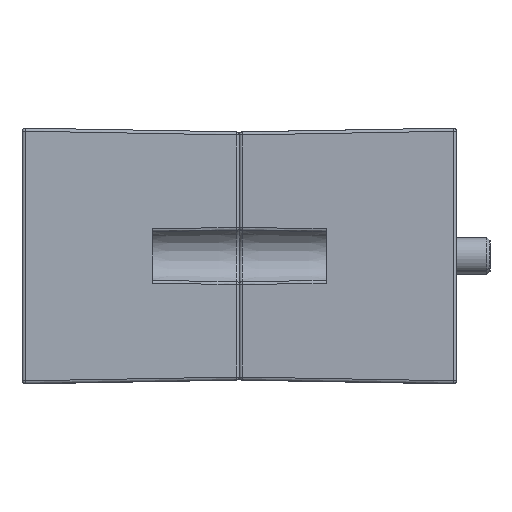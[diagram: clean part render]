
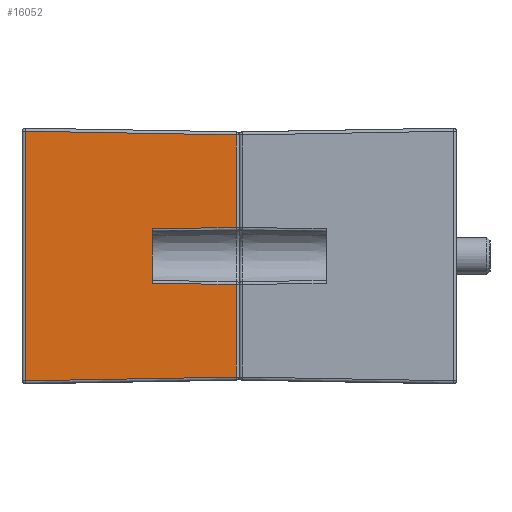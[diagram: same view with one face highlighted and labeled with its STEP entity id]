
A CAD part, left-side view. The second image highlights one B-rep face of the part: STEP entity #16052.
In plain terms, the highlighted planar face has unit normal (-1, -0.018, 0).
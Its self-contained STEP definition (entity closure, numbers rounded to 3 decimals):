
#209 = CARTESIAN_POINT ( 'NONE',  ( -39.509, 0.491, 19.509 ) ) ;
#327 = CARTESIAN_POINT ( 'NONE',  ( -40.102, 34.491, 20. ) ) ;
#651 = CARTESIAN_POINT ( 'NONE',  ( -39.509, 0.491, -4.577 ) ) ;
#839 = VERTEX_POINT ( 'NONE', #6162 ) ;
#982 = ORIENTED_EDGE ( 'NONE', *, *, #4511, .T. ) ;
#1035 = CARTESIAN_POINT ( 'NONE',  ( -39.744, 14., 4.42 ) ) ;
#1044 = CARTESIAN_POINT ( 'NONE',  ( -39.509, 0.491, -19.509 ) ) ;
#1110 = CARTESIAN_POINT ( 'NONE',  ( -39.683, 10.473, -4.461 ) ) ;
#1283 = EDGE_CURVE ( 'NONE', #14455, #5411, #15969, .T. ) ;
#1468 = CARTESIAN_POINT ( 'NONE',  ( -39.509, 0.491, 4.577 ) ) ;
#2122 = CARTESIAN_POINT ( 'NONE',  ( -39.532, 1.824, 4.562 ) ) ;
#2862 = VECTOR ( 'NONE', #13529, 1000. ) ;
#3196 = CARTESIAN_POINT ( 'NONE',  ( -39.724, 12.824, -4.434 ) ) ;
#3851 = EDGE_CURVE ( 'NONE', #25386, #14455, #25640, .T. ) ;
#4511 = EDGE_CURVE ( 'NONE', #21800, #25386, #22193, .T. ) ;
#5034 = LINE ( 'NONE', #18319, #25791 ) ;
#5305 = ORIENTED_EDGE ( 'NONE', *, *, #6604, .T. ) ;
#5411 = VERTEX_POINT ( 'NONE', #1044 ) ;
#5863 = CARTESIAN_POINT ( 'NONE',  ( -39.634, 7.66, 4.494 ) ) ;
#6162 = CARTESIAN_POINT ( 'NONE',  ( -39.744, 14., 4.42 ) ) ;
#6604 = EDGE_CURVE ( 'NONE', #9195, #21800, #8254, .T. ) ;
#6801 = B_SPLINE_CURVE_WITH_KNOTS ( 'NONE', 3,
 ( #651, #13233, #13319, #1110, #15303, #3196, #17323 ),
 .UNSPECIFIED., .F., .F.,
 ( 4, 3, 4 ),
 ( 0., 0.01, 0.014 ),
 .UNSPECIFIED. ) ;
#6803 = CARTESIAN_POINT ( 'NONE',  ( -39.578, 4.49, 4.531 ) ) ;
#8170 = DIRECTION ( 'NONE',  ( 0.017, -1., 0. ) ) ;
#8198 = ORIENTED_EDGE ( 'NONE', *, *, #1283, .T. ) ;
#8254 = LINE ( 'NONE', #12958, #2862 ) ;
#8893 = AXIS2_PLACEMENT_3D ( 'NONE', #14201, #20253, #8170 ) ;
#9195 = VERTEX_POINT ( 'NONE', #1468 ) ;
#9267 = EDGE_CURVE ( 'NONE', #14469, #839, #5034, .T. ) ;
#9286 = DIRECTION ( 'NONE',  ( -0.017, 1., 0.017 ) ) ;
#9642 = CARTESIAN_POINT ( 'NONE',  ( -39.555, 3.157, 4.546 ) ) ;
#9738 = CARTESIAN_POINT ( 'NONE',  ( -39.509, 0.491, -4.577 ) ) ;
#9957 = EDGE_CURVE ( 'NONE', #839, #9195, #22472, .T. ) ;
#10562 = VECTOR ( 'NONE', #17975, 1000. ) ;
#11687 = VERTEX_POINT ( 'NONE', #9738 ) ;
#11793 = CARTESIAN_POINT ( 'NONE',  ( -40.102, 34.491, -20.102 ) ) ;
#12958 = CARTESIAN_POINT ( 'NONE',  ( -39.509, 0.491, 19.5 ) ) ;
#13233 = CARTESIAN_POINT ( 'NONE',  ( -39.567, 3.819, -4.539 ) ) ;
#13319 = CARTESIAN_POINT ( 'NONE',  ( -39.625, 7.146, -4.5 ) ) ;
#13529 = DIRECTION ( 'NONE',  ( 0., 0., 1. ) ) ;
#13647 = ORIENTED_EDGE ( 'NONE', *, *, #3851, .T. ) ;
#13787 = CARTESIAN_POINT ( 'NONE',  ( -39.509, 0.491, -4.243 ) ) ;
#14201 = CARTESIAN_POINT ( 'NONE',  ( -39.5, 0., 20. ) ) ;
#14255 = ORIENTED_EDGE ( 'NONE', *, *, #22809, .T. ) ;
#14455 = VERTEX_POINT ( 'NONE', #11793 ) ;
#14469 = VERTEX_POINT ( 'NONE', #25757 ) ;
#14977 = VECTOR ( 'NONE', #19805, 1000. ) ;
#15303 = CARTESIAN_POINT ( 'NONE',  ( -39.703, 11.649, -4.447 ) ) ;
#15601 = LINE ( 'NONE', #13787, #19023 ) ;
#15969 = LINE ( 'NONE', #17865, #10562 ) ;
#16052 = ADVANCED_FACE ( 'NONE', ( #16989 ), #20156, .T. ) ;
#16842 = VECTOR ( 'NONE', #9286, 1000. ) ;
#16989 = FACE_OUTER_BOUND ( 'NONE', #21040, .T. ) ;
#17234 = CARTESIAN_POINT ( 'NONE',  ( -40.111, 35.009, 20.111 ) ) ;
#17323 = CARTESIAN_POINT ( 'NONE',  ( -39.744, 14., -4.42 ) ) ;
#17810 = CARTESIAN_POINT ( 'NONE',  ( -39.509, 0.491, 4.577 ) ) ;
#17865 = CARTESIAN_POINT ( 'NONE',  ( -39.5, 0.009, -19.5 ) ) ;
#17975 = DIRECTION ( 'NONE',  ( 0.017, -1., 0.017 ) ) ;
#18319 = CARTESIAN_POINT ( 'NONE',  ( -39.744, 14., 20. ) ) ;
#18731 = DIRECTION ( 'NONE',  ( 0., 0., 1. ) ) ;
#19023 = VECTOR ( 'NONE', #23788, 1000. ) ;
#19805 = DIRECTION ( 'NONE',  ( 0., 0., -1. ) ) ;
#20156 = PLANE ( 'NONE',  #8893 ) ;
#20253 = DIRECTION ( 'NONE',  ( -1., -0.017, 0. ) ) ;
#20809 = EDGE_CURVE ( 'NONE', #11687, #14469, #6801, .T. ) ;
#21040 = EDGE_LOOP ( 'NONE', ( #24330, #26184, #5305, #982, #13647, #8198, #14255, #21179 ) ) ;
#21179 = ORIENTED_EDGE ( 'NONE', *, *, #20809, .T. ) ;
#21800 = VERTEX_POINT ( 'NONE', #209 ) ;
#22193 = LINE ( 'NONE', #17234, #16842 ) ;
#22472 = B_SPLINE_CURVE_WITH_KNOTS ( 'NONE', 3,
 ( #1035, #23225, #5863, #6803, #9642, #2122, #17810 ),
 .UNSPECIFIED., .F., .F.,
 ( 4, 3, 4 ),
 ( 0., 0.01, 0.014 ),
 .UNSPECIFIED. ) ;
#22809 = EDGE_CURVE ( 'NONE', #5411, #11687, #15601, .T. ) ;
#23225 = CARTESIAN_POINT ( 'NONE',  ( -39.689, 10.83, 4.457 ) ) ;
#23231 = CARTESIAN_POINT ( 'NONE',  ( -40.102, 34.491, 20.102 ) ) ;
#23788 = DIRECTION ( 'NONE',  ( 0., 0., 1. ) ) ;
#24330 = ORIENTED_EDGE ( 'NONE', *, *, #9267, .T. ) ;
#25386 = VERTEX_POINT ( 'NONE', #23231 ) ;
#25640 = LINE ( 'NONE', #327, #14977 ) ;
#25757 = CARTESIAN_POINT ( 'NONE',  ( -39.744, 14., -4.42 ) ) ;
#25791 = VECTOR ( 'NONE', #18731, 1000. ) ;
#26184 = ORIENTED_EDGE ( 'NONE', *, *, #9957, .T. ) ;
